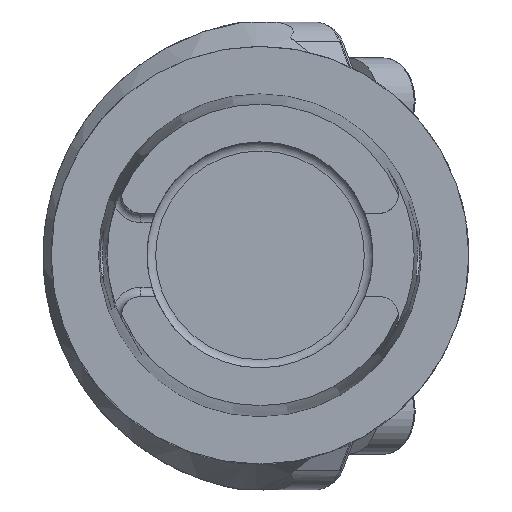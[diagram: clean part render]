
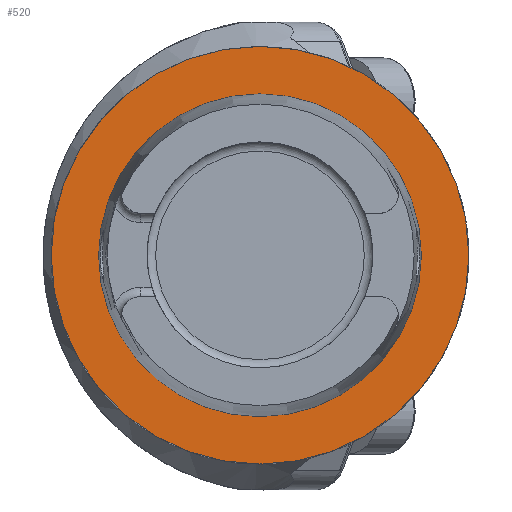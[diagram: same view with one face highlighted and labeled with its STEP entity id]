
A CAD part, top view. The second image highlights one B-rep face of the part: STEP entity #520.
In plain terms, the highlighted planar face has unit normal (0, 0, 1).
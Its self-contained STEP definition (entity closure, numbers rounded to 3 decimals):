
#356=PLANE('',#2101);
#520=ADVANCED_FACE('',(#672,#673),#356,.F.);
#672=FACE_BOUND('',#770,.T.);
#673=FACE_BOUND('',#771,.T.);
#770=EDGE_LOOP('',(#1071));
#771=EDGE_LOOP('',(#1072));
#1071=ORIENTED_EDGE('',*,*,#1673,.F.);
#1072=ORIENTED_EDGE('',*,*,#1737,.T.);
#1475=VERTEX_POINT('',#3296);
#1516=VERTEX_POINT('',#3566);
#1673=EDGE_CURVE('',#1475,#1475,#1894,.T.);
#1737=EDGE_CURVE('',#1516,#1516,#1908,.T.);
#1894=CIRCLE('',#2069,31.47);
#1908=CIRCLE('',#2099,24.321);
#2069=AXIS2_PLACEMENT_3D('',#3295,#2421,#2422);
#2099=AXIS2_PLACEMENT_3D('',#3565,#2511,#2512);
#2101=AXIS2_PLACEMENT_3D('',#3568,#2515,#2516);
#2421=DIRECTION('',(0.,0.,-1.));
#2422=DIRECTION('',(1.,0.,0.));
#2511=DIRECTION('',(0.,0.,-1.));
#2512=DIRECTION('',(1.,0.,0.));
#2515=DIRECTION('',(0.,0.,-1.));
#2516=DIRECTION('',(1.,0.,0.));
#3295=CARTESIAN_POINT('',(0.,0.,
0.));
#3296=CARTESIAN_POINT('',(31.47,0.,0.));
#3565=CARTESIAN_POINT('',(0.,0.,
0.));
#3566=CARTESIAN_POINT('',(24.321,0.,0.));
#3568=CARTESIAN_POINT('',(0.,-25.43,0.));
